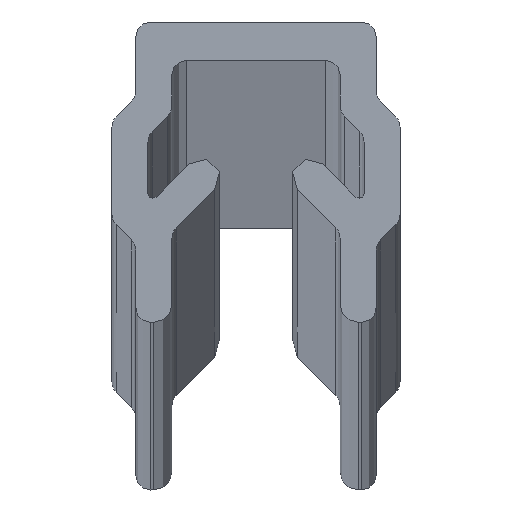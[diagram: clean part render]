
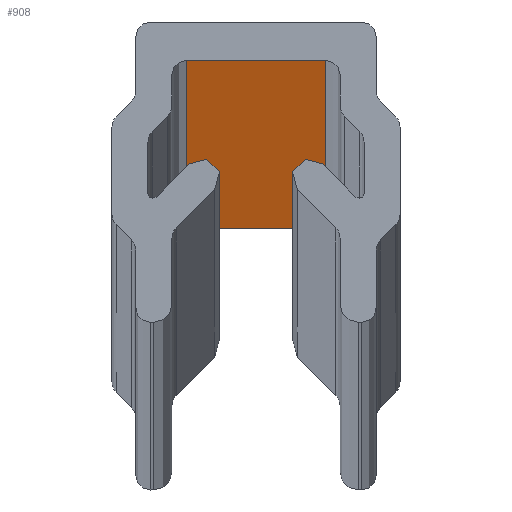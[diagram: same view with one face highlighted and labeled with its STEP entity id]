
A CAD part, top view. The second image highlights one B-rep face of the part: STEP entity #908.
In plain terms, the highlighted planar face has unit normal (0, -1, 0).
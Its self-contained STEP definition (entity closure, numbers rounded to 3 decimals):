
#850=CARTESIAN_POINT('',(1.45,-0.8,0.0));
#851=VERTEX_POINT('',#850);
#860=CARTESIAN_POINT('',(1.45,-0.8,2000.0));
#861=VERTEX_POINT('',#860);
#869=CARTESIAN_POINT('',(1.45,-0.8,0.0));
#870=DIRECTION('',(0.0,0.0,1.0));
#871=VECTOR('',#870,2000.0);
#872=LINE('',#869,#871);
#873=EDGE_CURVE('',#851,#861,#872,.T.);
#878=CARTESIAN_POINT('',(-1.45,-0.8,0.0));
#879=DIRECTION('',(0.0,-1.0,0.0));
#880=DIRECTION('',(1.0,0.0,0.0));
#881=AXIS2_PLACEMENT_3D('',#878,#879,#880);
#882=PLANE('',#881);
#883=CARTESIAN_POINT('',(-1.45,-0.8,0.0));
#884=VERTEX_POINT('',#883);
#885=CARTESIAN_POINT('',(1.45,-0.8,0.0));
#886=DIRECTION('',(-1.0,0.0,0.0));
#887=VECTOR('',#886,2.9);
#888=LINE('',#885,#887);
#889=EDGE_CURVE('',#851,#884,#888,.T.);
#890=ORIENTED_EDGE('',*,*,#889,.F.);
#891=ORIENTED_EDGE('',*,*,#873,.T.);
#892=CARTESIAN_POINT('',(-1.45,-0.8,2000.0));
#893=VERTEX_POINT('',#892);
#894=CARTESIAN_POINT('',(-1.45,-0.8,2000.0));
#895=DIRECTION('',(1.0,0.0,0.0));
#896=VECTOR('',#895,2.9);
#897=LINE('',#894,#896);
#898=EDGE_CURVE('',#893,#861,#897,.T.);
#899=ORIENTED_EDGE('',*,*,#898,.F.);
#900=CARTESIAN_POINT('',(-1.45,-0.8,0.0));
#901=DIRECTION('',(0.0,0.0,1.0));
#902=VECTOR('',#901,2000.0);
#903=LINE('',#900,#902);
#904=EDGE_CURVE('',#884,#893,#903,.T.);
#905=ORIENTED_EDGE('',*,*,#904,.F.);
#906=EDGE_LOOP('',(#890,#891,#899,#905));
#907=FACE_OUTER_BOUND('',#906,.T.);
#908=ADVANCED_FACE('',(#907),#882,.T.);
